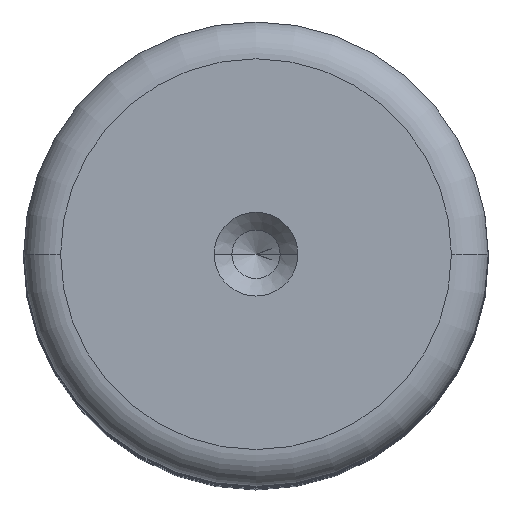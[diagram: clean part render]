
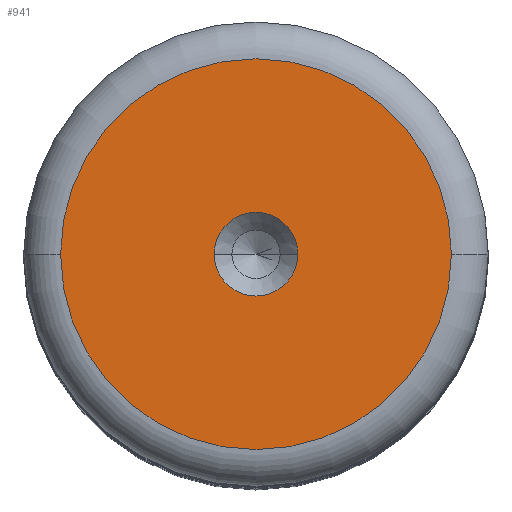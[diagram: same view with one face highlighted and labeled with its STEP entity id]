
A CAD part, top view. The second image highlights one B-rep face of the part: STEP entity #941.
In plain terms, the highlighted planar face has unit normal (0, 0, 1).
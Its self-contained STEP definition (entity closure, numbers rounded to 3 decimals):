
#60 = AXIS2_PLACEMENT_3D ( 'NONE', #1252, #2426, #474 ) ;
#69 = ORIENTED_EDGE ( 'NONE', *, *, #1130, .T. ) ;
#121 = CARTESIAN_POINT ( 'NONE',  ( 0., 0., 100. ) ) ;
#214 = CIRCLE ( 'NONE', #2452, 2.25 ) ;
#218 = DIRECTION ( 'NONE',  ( 0., 0., 1. ) ) ;
#219 = VERTEX_POINT ( 'NONE', #1350 ) ;
#278 = PLANE ( 'NONE',  #60 ) ;
#322 = DIRECTION ( 'NONE',  ( 1., 0., 0. ) ) ;
#414 = EDGE_CURVE ( 'NONE', #219, #1718, #214, .T. ) ;
#474 = DIRECTION ( 'NONE',  ( 1., 0., 0. ) ) ;
#485 = ORIENTED_EDGE ( 'NONE', *, *, #1902, .F. ) ;
#643 = ORIENTED_EDGE ( 'NONE', *, *, #1734, .T. ) ;
#713 = AXIS2_PLACEMENT_3D ( 'NONE', #1388, #218, #1586 ) ;
#736 = CARTESIAN_POINT ( 'NONE',  ( 0., 0., 100. ) ) ;
#759 = DIRECTION ( 'NONE',  ( 1., 0., 0. ) ) ;
#904 = CARTESIAN_POINT ( 'NONE',  ( -10.513, 0., 100. ) ) ;
#930 = DIRECTION ( 'NONE',  ( 1., 0., 0. ) ) ;
#940 = CIRCLE ( 'NONE', #1124, 10.513 ) ;
#941 = ADVANCED_FACE ( 'NONE', ( #1779, #2183 ), #278, .T. ) ;
#963 = CIRCLE ( 'NONE', #713, 2.25 ) ;
#1124 = AXIS2_PLACEMENT_3D ( 'NONE', #121, #1492, #322 ) ;
#1130 = EDGE_CURVE ( 'NONE', #1284, #1505, #940, .T. ) ;
#1138 = ORIENTED_EDGE ( 'NONE', *, *, #414, .F. ) ;
#1252 = CARTESIAN_POINT ( 'NONE',  ( 0., 0., 100. ) ) ;
#1284 = VERTEX_POINT ( 'NONE', #1399 ) ;
#1309 = DIRECTION ( 'NONE',  ( 0., 0., 1. ) ) ;
#1320 = CARTESIAN_POINT ( 'NONE',  ( 0., 0., 100. ) ) ;
#1321 = EDGE_LOOP ( 'NONE', ( #1138, #485 ) ) ;
#1350 = CARTESIAN_POINT ( 'NONE',  ( 2.25, 0., 100. ) ) ;
#1388 = CARTESIAN_POINT ( 'NONE',  ( 0., 0., 100. ) ) ;
#1399 = CARTESIAN_POINT ( 'NONE',  ( 10.513, 0., 100. ) ) ;
#1492 = DIRECTION ( 'NONE',  ( 0., 0., 1. ) ) ;
#1505 = VERTEX_POINT ( 'NONE', #904 ) ;
#1586 = DIRECTION ( 'NONE',  ( 1., 0., 0. ) ) ;
#1709 = CARTESIAN_POINT ( 'NONE',  ( -2.25, 0., 100. ) ) ;
#1718 = VERTEX_POINT ( 'NONE', #1709 ) ;
#1734 = EDGE_CURVE ( 'NONE', #1505, #1284, #2207, .T. ) ;
#1779 = FACE_BOUND ( 'NONE', #1321, .T. ) ;
#1902 = EDGE_CURVE ( 'NONE', #1718, #219, #963, .T. ) ;
#1956 = EDGE_LOOP ( 'NONE', ( #69, #643 ) ) ;
#2091 = AXIS2_PLACEMENT_3D ( 'NONE', #736, #2120, #930 ) ;
#2120 = DIRECTION ( 'NONE',  ( 0., 0., 1. ) ) ;
#2183 = FACE_OUTER_BOUND ( 'NONE', #1956, .T. ) ;
#2207 = CIRCLE ( 'NONE', #2091, 10.513 ) ;
#2426 = DIRECTION ( 'NONE',  ( 0., 0., 1. ) ) ;
#2452 = AXIS2_PLACEMENT_3D ( 'NONE', #1320, #1309, #759 ) ;
